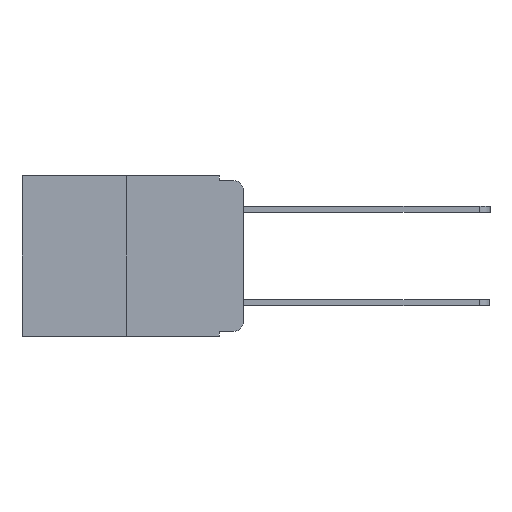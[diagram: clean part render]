
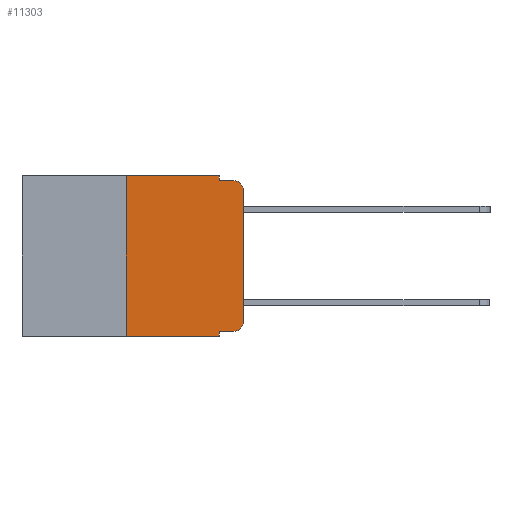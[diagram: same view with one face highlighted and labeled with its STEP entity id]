
A CAD part, left-side view. The second image highlights one B-rep face of the part: STEP entity #11303.
In plain terms, the highlighted planar face has unit normal (-1, 0, 0).
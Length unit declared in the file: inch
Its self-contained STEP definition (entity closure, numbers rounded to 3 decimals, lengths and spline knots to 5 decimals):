
#330 = VERTEX_POINT ( 'NONE', #16222 ) ;
#351 = ORIENTED_EDGE ( 'NONE', *, *, #16158, .T. ) ;
#371 = ORIENTED_EDGE ( 'NONE', *, *, #8277, .F. ) ;
#705 = CARTESIAN_POINT ( 'NONE',  ( 0., 0.25, 0. ) ) ;
#851 = ORIENTED_EDGE ( 'NONE', *, *, #15688, .T. ) ;
#872 = CARTESIAN_POINT ( 'NONE',  ( 0., 0.473, 0. ) ) ;
#1115 = EDGE_CURVE ( 'NONE', #6730, #5830, #9430, .T. ) ;
#1124 = LINE ( 'NONE', #7584, #7684 ) ;
#1186 = DIRECTION ( 'NONE',  ( -1., 0., 0. ) ) ;
#1317 = DIRECTION ( 'NONE',  ( 0., 0., -1. ) ) ;
#1616 = VERTEX_POINT ( 'NONE', #2200 ) ;
#1715 = EDGE_CURVE ( 'NONE', #8901, #1616, #14092, .T. ) ;
#2016 = CARTESIAN_POINT ( 'NONE',  ( 0., 0.051, -0.01 ) ) ;
#2200 = CARTESIAN_POINT ( 'NONE',  ( 0., 0.02, -0.01 ) ) ;
#2257 = DIRECTION ( 'NONE',  ( 0., -1., 0. ) ) ;
#2399 = VECTOR ( 'NONE', #8714, 39.37008 ) ;
#2718 = ORIENTED_EDGE ( 'NONE', *, *, #1115, .T. ) ;
#2800 = CARTESIAN_POINT ( 'NONE',  ( 0., 0.02, -0.03 ) ) ;
#2844 = AXIS2_PLACEMENT_3D ( 'NONE', #9033, #1186, #10306 ) ;
#2848 = DIRECTION ( 'NONE',  ( 0., -1., 0. ) ) ;
#3328 = ORIENTED_EDGE ( 'NONE', *, *, #8933, .F. ) ;
#3364 = LINE ( 'NONE', #3640, #13127 ) ;
#3516 = ORIENTED_EDGE ( 'NONE', *, *, #10729, .T. ) ;
#3566 = ORIENTED_EDGE ( 'NONE', *, *, #12894, .T. ) ;
#3586 = DIRECTION ( 'NONE',  ( 0., 0., -1. ) ) ;
#3640 = CARTESIAN_POINT ( 'NONE',  ( 0., 0.051, 0. ) ) ;
#3709 = PLANE ( 'NONE',  #15276 ) ;
#3765 = DIRECTION ( 'NONE',  ( 0., -1., 0. ) ) ;
#4142 = DIRECTION ( 'NONE',  ( 0., 0., -1. ) ) ;
#4733 = CIRCLE ( 'NONE', #10231, 0.02 ) ;
#4833 = CARTESIAN_POINT ( 'NONE',  ( 0., 0.051, -0.01 ) ) ;
#5041 = DIRECTION ( 'NONE',  ( 1., 0., 0. ) ) ;
#5068 = VERTEX_POINT ( 'NONE', #10727 ) ;
#5314 = VERTEX_POINT ( 'NONE', #11199 ) ;
#5544 = LINE ( 'NONE', #705, #14433 ) ;
#5809 = ORIENTED_EDGE ( 'NONE', *, *, #9559, .F. ) ;
#5830 = VERTEX_POINT ( 'NONE', #5892 ) ;
#5892 = CARTESIAN_POINT ( 'NONE',  ( 0., 0., -0.03 ) ) ;
#6010 = VECTOR ( 'NONE', #10187, 39.37008 ) ;
#6609 = VECTOR ( 'NONE', #2257, 39.37008 ) ;
#6730 = VERTEX_POINT ( 'NONE', #9114 ) ;
#6962 = VECTOR ( 'NONE', #2848, 39.37008 ) ;
#7251 = ORIENTED_EDGE ( 'NONE', *, *, #1715, .F. ) ;
#7584 = CARTESIAN_POINT ( 'NONE',  ( 0., 0.473, -0.343 ) ) ;
#7684 = VECTOR ( 'NONE', #3765, 39.37008 ) ;
#7963 = EDGE_LOOP ( 'NONE', ( #2718, #851, #7251, #5809, #3328, #11762, #351, #371, #3566, #3516 ) ) ;
#8277 = EDGE_CURVE ( 'NONE', #330, #5314, #13580, .T. ) ;
#8365 = CARTESIAN_POINT ( 'NONE',  ( 0., 0.25, 0. ) ) ;
#8502 = VERTEX_POINT ( 'NONE', #12171 ) ;
#8574 = FACE_OUTER_BOUND ( 'NONE', #7963, .T. ) ;
#8714 = DIRECTION ( 'NONE',  ( 0., -1., 0. ) ) ;
#8901 = VERTEX_POINT ( 'NONE', #4833 ) ;
#8933 = EDGE_CURVE ( 'NONE', #9909, #12350, #10042, .T. ) ;
#9033 = CARTESIAN_POINT ( 'NONE',  ( 0., 0.02, -0.313 ) ) ;
#9114 = CARTESIAN_POINT ( 'NONE',  ( 0., 0., -0.313 ) ) ;
#9430 = LINE ( 'NONE', #10210, #6010 ) ;
#9559 = EDGE_CURVE ( 'NONE', #12350, #8901, #3364, .T. ) ;
#9876 = VECTOR ( 'NONE', #1317, 39.37008 ) ;
#9909 = VERTEX_POINT ( 'NONE', #8365 ) ;
#10018 = CARTESIAN_POINT ( 'NONE',  ( 0., 0.051, -0.333 ) ) ;
#10042 = LINE ( 'NONE', #872, #6609 ) ;
#10187 = DIRECTION ( 'NONE',  ( 0., 0., 1. ) ) ;
#10210 = CARTESIAN_POINT ( 'NONE',  ( 0., 0., 0. ) ) ;
#10231 = AXIS2_PLACEMENT_3D ( 'NONE', #2800, #11781, #4142 ) ;
#10306 = DIRECTION ( 'NONE',  ( 0., 0., -1. ) ) ;
#10595 = CIRCLE ( 'NONE', #2844, 0.02 ) ;
#10727 = CARTESIAN_POINT ( 'NONE',  ( 0., 0.02, -0.333 ) ) ;
#10729 = EDGE_CURVE ( 'NONE', #5068, #6730, #10595, .T. ) ;
#11199 = CARTESIAN_POINT ( 'NONE',  ( 0., 0.051, -0.343 ) ) ;
#11303 = ADVANCED_FACE ( 'NONE', ( #8574 ), #3709, .F. ) ;
#11762 = ORIENTED_EDGE ( 'NONE', *, *, #12085, .F. ) ;
#11781 = DIRECTION ( 'NONE',  ( -1., 0., 0. ) ) ;
#12085 = EDGE_CURVE ( 'NONE', #8502, #9909, #5544, .T. ) ;
#12171 = CARTESIAN_POINT ( 'NONE',  ( 0., 0.25, -0.343 ) ) ;
#12350 = VERTEX_POINT ( 'NONE', #15270 ) ;
#12378 = DIRECTION ( 'NONE',  ( 0., 0., 1. ) ) ;
#12626 = CARTESIAN_POINT ( 'NONE',  ( 0., 0.473, 0. ) ) ;
#12894 = EDGE_CURVE ( 'NONE', #330, #5068, #15913, .T. ) ;
#13127 = VECTOR ( 'NONE', #3586, 39.37008 ) ;
#13580 = LINE ( 'NONE', #16567, #9876 ) ;
#13891 = DIRECTION ( 'NONE',  ( 0., 0., -1. ) ) ;
#14092 = LINE ( 'NONE', #2016, #6962 ) ;
#14433 = VECTOR ( 'NONE', #12378, 39.37008 ) ;
#15270 = CARTESIAN_POINT ( 'NONE',  ( 0., 0.051, 0. ) ) ;
#15276 = AXIS2_PLACEMENT_3D ( 'NONE', #12626, #5041, #13891 ) ;
#15688 = EDGE_CURVE ( 'NONE', #5830, #1616, #4733, .T. ) ;
#15913 = LINE ( 'NONE', #10018, #2399 ) ;
#16158 = EDGE_CURVE ( 'NONE', #8502, #5314, #1124, .T. ) ;
#16222 = CARTESIAN_POINT ( 'NONE',  ( 0., 0.051, -0.333 ) ) ;
#16567 = CARTESIAN_POINT ( 'NONE',  ( 0., 0.051, 0. ) ) ;
